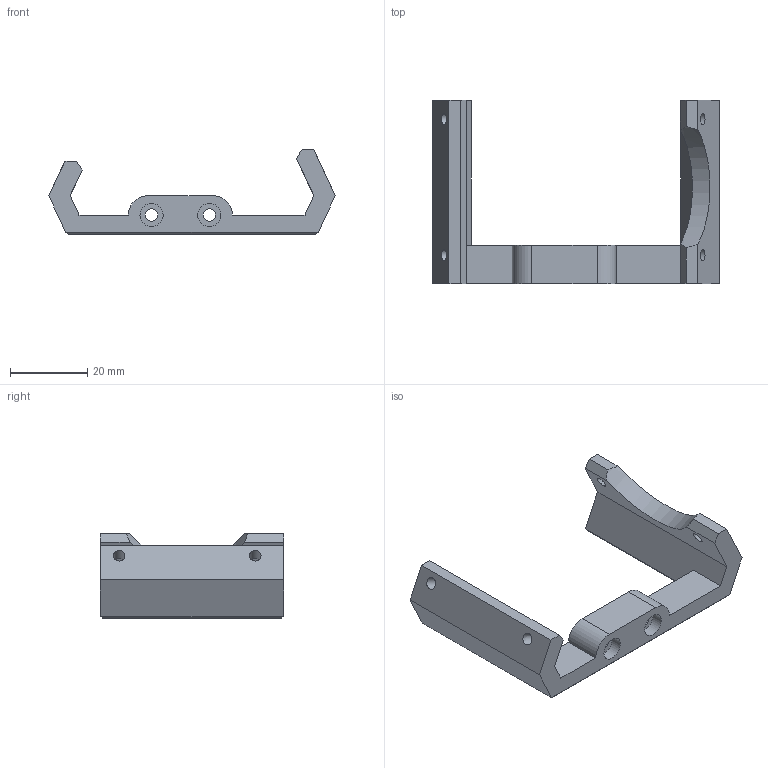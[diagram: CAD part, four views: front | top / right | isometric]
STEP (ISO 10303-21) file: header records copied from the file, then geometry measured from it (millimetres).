
FILE_DESCRIPTION(/* description */ ('Alibre Inc.'),/* implementation_level */ '2;1');
FILE_NAME(/* name */ 'export0',/* time_stamp */ '2017-07-21T18:13:32-04:00',/* author */ (''),/* organization */ (''),/* preprocessor_version */ 'ST-DEVELOPER v14',/* originating_system */ 'Alibre',/* authorisation */ '');
FILE_SCHEMA (('AUTOMOTIVE_DESIGN'));
Length unit declared in the file: centimetre
Bounding box: 74.3 x 47.5 x 21.94 mm (x, y, z)
Volume: 13170.3 mm3; surface area: 7401.2 mm2
Topology: 1 solids, 1 shells, 43 faces, 119 edges, 80 vertices
Faces by surface type: plane 32, cylinder 11
Full cylindrical faces by diameter (mm): 3 x4, 3.2 x2, 6 x2
Entity records: 1312 total; most frequent: CARTESIAN_POINT 227, ORIENTED_EDGE 218, DIRECTION 186, EDGE_CURVE 109, VECTOR 82, LINE 82, VERTEX_POINT 78, AXIS2_PLACEMENT_3D 67
